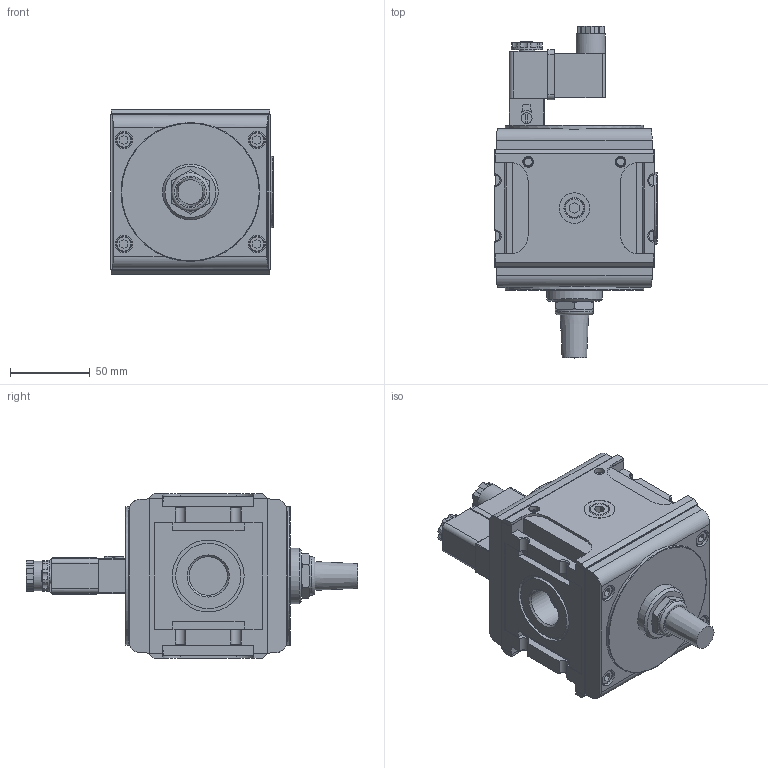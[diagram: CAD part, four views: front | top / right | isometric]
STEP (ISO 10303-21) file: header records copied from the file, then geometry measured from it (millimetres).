
FILE_DESCRIPTION( ( 'STEP AP203' ), ' ' );
FILE_NAME( '9.4054.00.500.stp', '2017-04-11T13:09:30', ( '' ), ( '' ), ' ', 'PARTsolutions', ' ' );
FILE_SCHEMA( ( 'CONFIG_CONTROL_DESIGN' ) );
Length unit declared in the file: millimetre
Products named in the file (3): 9.4054.00.500; _S 54-00010-G; _S 54-2
Assembly tree (2 placements, depth 2):
  9.4054.00.500
    _S 54-00010-G
    _S 54-2
Bounding box: 102 x 208.4 x 103 mm (x, y, z)
Volume: 1025379.8 mm3; surface area: 88929.2 mm2
Topology: 2 solids, 2 shells, 511 faces, 1270 edges, 829 vertices
Faces by surface type: plane 362, cylinder 103, cone 34, torus 12
Full cylindrical faces by diameter (mm): 3 x1, 4.917 x4, 5 x1, 6.7 x4, 6.8 x1, 7.1 x1, 7.2 x1, 9.7 x1, 10 x9, 11 x8, 15.3 x1, 16 x1, 18.5 x1, 19.2 x2, 19.5 x1, 24 x1, 24.117 x2, 35 x1, 36.2 x1, 40.9 x1, 41 x1, 45 x1, 45.1 x1, 87 x2
Entity records: 14944 total; most frequent: CARTESIAN_POINT 2846, DIRECTION 2466, ORIENTED_EDGE 2366, EDGE_CURVE 1183, LINE 844, VECTOR 844, VERTEX_POINT 815, AXIS2_PLACEMENT_3D 811
